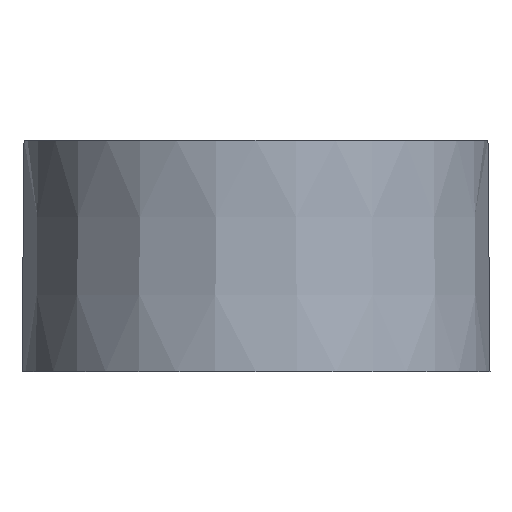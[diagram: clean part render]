
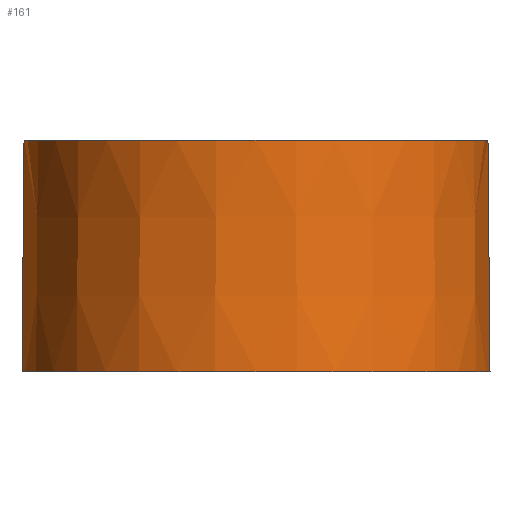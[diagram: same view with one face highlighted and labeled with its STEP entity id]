
A CAD part, front view. The second image highlights one B-rep face of the part: STEP entity #161.
In plain terms, the highlighted conical face has half-angle 0.5 degrees and reference radius 7.993 mm.
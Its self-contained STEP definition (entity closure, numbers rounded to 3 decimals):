
#101=CONICAL_SURFACE('',#1545,7.993,0.5);
#117=CIRCLE('',#1540,7.924);
#118=CIRCLE('',#1544,7.993);
#161=ADVANCED_FACE('',(#302),#101,.T.);
#302=FACE_OUTER_BOUND('',#375,.T.);
#375=EDGE_LOOP('',(#927,#928,#929,#930));
#494=LINE('',#2130,#674);
#495=LINE('',#2131,#675);
#674=VECTOR('',#1726,1.);
#675=VECTOR('',#1727,1.);
#927=ORIENTED_EDGE('',*,*,#1389,.F.);
#928=ORIENTED_EDGE('',*,*,#1390,.F.);
#929=ORIENTED_EDGE('',*,*,#1379,.T.);
#930=ORIENTED_EDGE('',*,*,#1391,.T.);
#1227=VERTEX_POINT('',#2093);
#1228=VERTEX_POINT('',#2095);
#1235=VERTEX_POINT('',#2128);
#1236=VERTEX_POINT('',#2129);
#1379=EDGE_CURVE('',#1228,#1227,#117,.T.);
#1389=EDGE_CURVE('',#1235,#1236,#118,.T.);
#1390=EDGE_CURVE('',#1228,#1235,#494,.T.);
#1391=EDGE_CURVE('',#1227,#1236,#495,.T.);
#1540=AXIS2_PLACEMENT_3D('',#2094,#1710,#1711);
#1544=AXIS2_PLACEMENT_3D('',#2127,#1724,#1725);
#1545=AXIS2_PLACEMENT_3D('',#2132,#1728,#1729);
#1710=DIRECTION('',(0.,0.,-1.));
#1711=DIRECTION('',(-1.,0.,0.));
#1724=DIRECTION('',(0.,0.,-1.));
#1725=DIRECTION('',(-1.,0.,0.));
#1726=DIRECTION('',(0.009,0.,-1.));
#1727=DIRECTION('',(-0.009,0.,-1.));
#1728=DIRECTION('',(0.,0.,-1.));
#1729=DIRECTION('',(-1.,0.,0.));
#2093=CARTESIAN_POINT('',(-7.924,-20.732,0.));
#2094=CARTESIAN_POINT('',(0.,-20.732,0.));
#2095=CARTESIAN_POINT('',(7.924,-20.732,0.));
#2127=CARTESIAN_POINT('',(0.,-20.732,-7.92));
#2128=CARTESIAN_POINT('',(7.993,-20.732,-7.92));
#2129=CARTESIAN_POINT('',(-7.993,-20.732,-7.92));
#2130=CARTESIAN_POINT('',(7.993,-20.732,-7.92));
#2131=CARTESIAN_POINT('',(-7.993,-20.732,-7.92));
#2132=CARTESIAN_POINT('',(0.,-20.732,-7.92));
